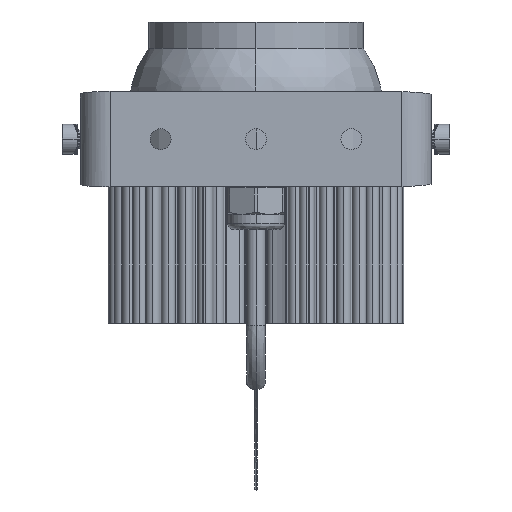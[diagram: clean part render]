
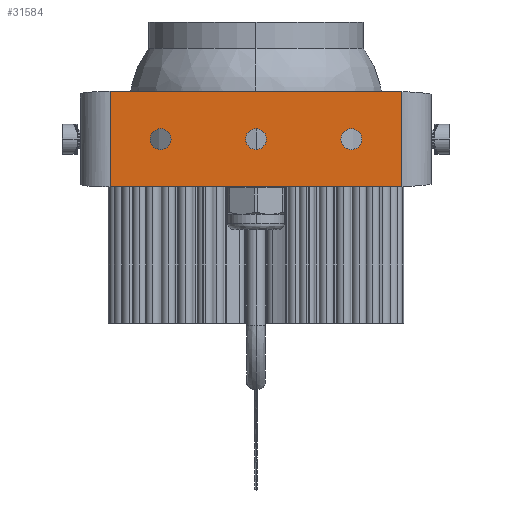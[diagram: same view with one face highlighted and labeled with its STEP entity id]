
A CAD part, front view. The second image highlights one B-rep face of the part: STEP entity #31584.
In plain terms, the highlighted planar face has unit normal (0, -1, 0).
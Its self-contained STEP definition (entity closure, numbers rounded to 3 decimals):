
#1573 = PLANE ( 'NONE',  #23787 ) ;
#1716 = LINE ( 'NONE', #44982, #25235 ) ;
#2061 = VECTOR ( 'NONE', #72410, 1000. ) ;
#2585 = VERTEX_POINT ( 'NONE', #9153 ) ;
#2655 = AXIS2_PLACEMENT_3D ( 'NONE', #7045, #26251, #14149 ) ;
#2876 = VECTOR ( 'NONE', #49324, 1000. ) ;
#3371 = AXIS2_PLACEMENT_3D ( 'NONE', #43316, #50363, #69166 ) ;
#4894 = DIRECTION ( 'NONE',  ( 0., 0., 1. ) ) ;
#7045 = CARTESIAN_POINT ( 'NONE',  ( -25.4, -76.2, -3. ) ) ;
#7314 = CARTESIAN_POINT ( 'NONE',  ( 45.212, -76.2, -15.7 ) ) ;
#8790 = CARTESIAN_POINT ( 'NONE',  ( 38.862, -76.2, 9.7 ) ) ;
#9153 = CARTESIAN_POINT ( 'NONE',  ( 25.4, -76.2, -0.222 ) ) ;
#9265 = FACE_BOUND ( 'NONE', #53420, .T. ) ;
#9391 = CARTESIAN_POINT ( 'NONE',  ( 25.4, -76.2, -3. ) ) ;
#10713 = VERTEX_POINT ( 'NONE', #13750 ) ;
#10830 = VERTEX_POINT ( 'NONE', #41131 ) ;
#12132 = VERTEX_POINT ( 'NONE', #14125 ) ;
#13641 = EDGE_LOOP ( 'NONE', ( #22414, #38407, #34875, #72541 ) ) ;
#13750 = CARTESIAN_POINT ( 'NONE',  ( 0., -76.2, -5.778 ) ) ;
#14125 = CARTESIAN_POINT ( 'NONE',  ( -38.862, -76.2, 9.7 ) ) ;
#14149 = DIRECTION ( 'NONE',  ( 0., 0., 1. ) ) ;
#14398 = CARTESIAN_POINT ( 'NONE',  ( 25.4, -76.2, -5.778 ) ) ;
#15144 = DIRECTION ( 'NONE',  ( 0., -1., 0. ) ) ;
#16265 = CARTESIAN_POINT ( 'NONE',  ( -25.4, -76.2, -3. ) ) ;
#18069 = FACE_BOUND ( 'NONE', #39658, .T. ) ;
#18444 = DIRECTION ( 'NONE',  ( 1., 0., 0. ) ) ;
#20282 = EDGE_CURVE ( 'NONE', #2585, #25937, #36032, .T. ) ;
#22414 = ORIENTED_EDGE ( 'NONE', *, *, #47001, .F. ) ;
#22680 = EDGE_CURVE ( 'NONE', #45546, #10830, #78375, .T. ) ;
#23374 = ORIENTED_EDGE ( 'NONE', *, *, #52348, .F. ) ;
#23787 = AXIS2_PLACEMENT_3D ( 'NONE', #7314, #25976, #57585 ) ;
#25235 = VECTOR ( 'NONE', #25260, 1000. ) ;
#25260 = DIRECTION ( 'NONE',  ( -1., 0., 0. ) ) ;
#25937 = VERTEX_POINT ( 'NONE', #14398 ) ;
#25971 = FACE_BOUND ( 'NONE', #38010, .T. ) ;
#25976 = DIRECTION ( 'NONE',  ( 0., 1., 0. ) ) ;
#26251 = DIRECTION ( 'NONE',  ( 0., -1., 0. ) ) ;
#26474 = EDGE_CURVE ( 'NONE', #25937, #2585, #81039, .T. ) ;
#28024 = EDGE_CURVE ( 'NONE', #12132, #45546, #61409, .T. ) ;
#30726 = AXIS2_PLACEMENT_3D ( 'NONE', #79977, #73707, #4894 ) ;
#31055 = VERTEX_POINT ( 'NONE', #50315 ) ;
#31584 = ADVANCED_FACE ( 'NONE', ( #34751, #18069, #25971, #9265 ), #1573, .F. ) ;
#32762 = EDGE_CURVE ( 'NONE', #63180, #10713, #68835, .T. ) ;
#34604 = CIRCLE ( 'NONE', #2655, 2.778 ) ;
#34751 = FACE_OUTER_BOUND ( 'NONE', #13641, .T. ) ;
#34875 = ORIENTED_EDGE ( 'NONE', *, *, #28024, .F. ) ;
#35368 = CARTESIAN_POINT ( 'NONE',  ( 38.862, -76.2, -15.7 ) ) ;
#35402 = VERTEX_POINT ( 'NONE', #76372 ) ;
#36032 = CIRCLE ( 'NONE', #30726, 2.778 ) ;
#37795 = AXIS2_PLACEMENT_3D ( 'NONE', #9391, #15144, #77118 ) ;
#38010 = EDGE_LOOP ( 'NONE', ( #56650, #23374 ) ) ;
#38407 = ORIENTED_EDGE ( 'NONE', *, *, #22680, .F. ) ;
#38510 = CARTESIAN_POINT ( 'NONE',  ( -25.4, -76.2, -0.222 ) ) ;
#39658 = EDGE_LOOP ( 'NONE', ( #39850, #58340 ) ) ;
#39850 = ORIENTED_EDGE ( 'NONE', *, *, #20282, .F. ) ;
#41131 = CARTESIAN_POINT ( 'NONE',  ( 38.862, -76.2, -15.7 ) ) ;
#43316 = CARTESIAN_POINT ( 'NONE',  ( 0., -76.2, -3. ) ) ;
#44982 = CARTESIAN_POINT ( 'NONE',  ( 45.212, -76.2, -15.7 ) ) ;
#45453 = CIRCLE ( 'NONE', #69556, 2.778 ) ;
#45546 = VERTEX_POINT ( 'NONE', #8790 ) ;
#46884 = DIRECTION ( 'NONE',  ( 0., -1., 0. ) ) ;
#47001 = EDGE_CURVE ( 'NONE', #10830, #31055, #1716, .T. ) ;
#49324 = DIRECTION ( 'NONE',  ( 0., 0., 1. ) ) ;
#50315 = CARTESIAN_POINT ( 'NONE',  ( -38.862, -76.2, -15.7 ) ) ;
#50363 = DIRECTION ( 'NONE',  ( 0., -1., 0. ) ) ;
#50538 = DIRECTION ( 'NONE',  ( 0., -1., 0. ) ) ;
#52348 = EDGE_CURVE ( 'NONE', #10713, #63180, #71974, .T. ) ;
#53420 = EDGE_LOOP ( 'NONE', ( #69028, #53428 ) ) ;
#53428 = ORIENTED_EDGE ( 'NONE', *, *, #55933, .F. ) ;
#55933 = EDGE_CURVE ( 'NONE', #35402, #71076, #45453, .T. ) ;
#56108 = CARTESIAN_POINT ( 'NONE',  ( -38.862, -76.2, -15.7 ) ) ;
#56650 = ORIENTED_EDGE ( 'NONE', *, *, #32762, .F. ) ;
#57585 = DIRECTION ( 'NONE',  ( -1., 0., 0. ) ) ;
#58170 = EDGE_CURVE ( 'NONE', #71076, #35402, #34604, .T. ) ;
#58340 = ORIENTED_EDGE ( 'NONE', *, *, #26474, .F. ) ;
#58745 = CARTESIAN_POINT ( 'NONE',  ( 0., -76.2, -0.222 ) ) ;
#59126 = DIRECTION ( 'NONE',  ( 0., 0., 1. ) ) ;
#61409 = LINE ( 'NONE', #80937, #64262 ) ;
#62518 = DIRECTION ( 'NONE',  ( 0., 0., 1. ) ) ;
#63180 = VERTEX_POINT ( 'NONE', #58745 ) ;
#64262 = VECTOR ( 'NONE', #18444, 1000. ) ;
#68835 = CIRCLE ( 'NONE', #3371, 2.778 ) ;
#69028 = ORIENTED_EDGE ( 'NONE', *, *, #58170, .F. ) ;
#69166 = DIRECTION ( 'NONE',  ( 0., 0., 1. ) ) ;
#69556 = AXIS2_PLACEMENT_3D ( 'NONE', #16265, #46884, #59126 ) ;
#70497 = AXIS2_PLACEMENT_3D ( 'NONE', #81074, #50538, #62518 ) ;
#71076 = VERTEX_POINT ( 'NONE', #38510 ) ;
#71974 = CIRCLE ( 'NONE', #70497, 2.778 ) ;
#72410 = DIRECTION ( 'NONE',  ( 0., 0., -1. ) ) ;
#72541 = ORIENTED_EDGE ( 'NONE', *, *, #76578, .F. ) ;
#73707 = DIRECTION ( 'NONE',  ( 0., -1., 0. ) ) ;
#76372 = CARTESIAN_POINT ( 'NONE',  ( -25.4, -76.2, -5.778 ) ) ;
#76578 = EDGE_CURVE ( 'NONE', #31055, #12132, #77164, .T. ) ;
#77118 = DIRECTION ( 'NONE',  ( 0., 0., 1. ) ) ;
#77164 = LINE ( 'NONE', #56108, #2876 ) ;
#78375 = LINE ( 'NONE', #35368, #2061 ) ;
#79977 = CARTESIAN_POINT ( 'NONE',  ( 25.4, -76.2, -3. ) ) ;
#80937 = CARTESIAN_POINT ( 'NONE',  ( 45.212, -76.2, 9.7 ) ) ;
#81039 = CIRCLE ( 'NONE', #37795, 2.778 ) ;
#81074 = CARTESIAN_POINT ( 'NONE',  ( 0., -76.2, -3. ) ) ;
